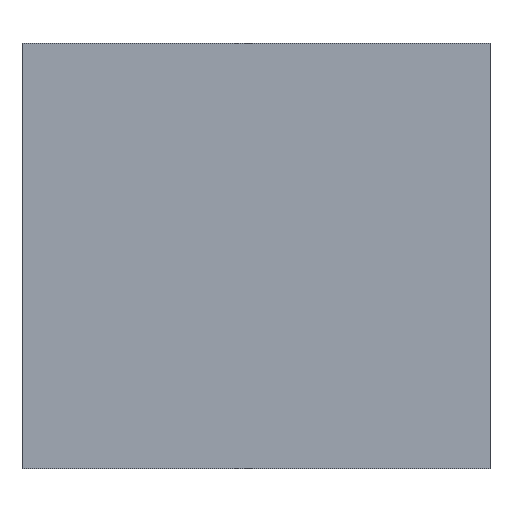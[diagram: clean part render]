
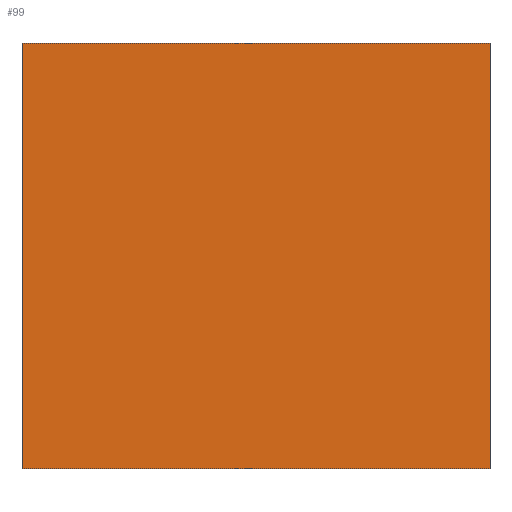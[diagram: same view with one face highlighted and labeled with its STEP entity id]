
A CAD part, front view. The second image highlights one B-rep face of the part: STEP entity #99.
In plain terms, the highlighted planar face has unit normal (0, -1, 0).
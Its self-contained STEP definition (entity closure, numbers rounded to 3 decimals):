
#10 = DIRECTION ( 'NONE',  ( -1., 0., 0. ) ) ;
#13 = LINE ( 'NONE', #63, #79 ) ;
#20 = EDGE_CURVE ( 'NONE', #200, #201, #41, .T. ) ;
#29 = CARTESIAN_POINT ( 'NONE',  ( 49.545, 0., -45.598 ) ) ;
#36 = CARTESIAN_POINT ( 'NONE',  ( 49.545, 0., 44.43 ) ) ;
#41 = LINE ( 'NONE', #36, #105 ) ;
#42 = CARTESIAN_POINT ( 'NONE',  ( -49.545, 0., 44.43 ) ) ;
#43 = FACE_OUTER_BOUND ( 'NONE', #124, .T. ) ;
#45 = EDGE_CURVE ( 'NONE', #161, #200, #106, .T. ) ;
#60 = VECTOR ( 'NONE', #143, 1000. ) ;
#63 = CARTESIAN_POINT ( 'NONE',  ( 49.545, 0., -45.598 ) ) ;
#75 = CARTESIAN_POINT ( 'NONE',  ( 49.545, 0., 44.43 ) ) ;
#79 = VECTOR ( 'NONE', #10, 1000. ) ;
#94 = VERTEX_POINT ( 'NONE', #149 ) ;
#99 = ADVANCED_FACE ( 'NONE', ( #43 ), #152, .F. ) ;
#105 = VECTOR ( 'NONE', #237, 1000. ) ;
#106 = LINE ( 'NONE', #75, #60 ) ;
#109 = ORIENTED_EDGE ( 'NONE', *, *, #20, .F. ) ;
#112 = CARTESIAN_POINT ( 'NONE',  ( 0., 0., 0. ) ) ;
#124 = EDGE_LOOP ( 'NONE', ( #126, #129, #109, #144 ) ) ;
#126 = ORIENTED_EDGE ( 'NONE', *, *, #229, .F. ) ;
#129 = ORIENTED_EDGE ( 'NONE', *, *, #219, .F. ) ;
#137 = AXIS2_PLACEMENT_3D ( 'NONE', #112, #207, #227 ) ;
#143 = DIRECTION ( 'NONE',  ( 1., 0., 0. ) ) ;
#144 = ORIENTED_EDGE ( 'NONE', *, *, #45, .F. ) ;
#146 = LINE ( 'NONE', #225, #190 ) ;
#149 = CARTESIAN_POINT ( 'NONE',  ( -49.545, 0., -45.598 ) ) ;
#150 = DIRECTION ( 'NONE',  ( 0., 0., 1. ) ) ;
#152 = PLANE ( 'NONE',  #137 ) ;
#161 = VERTEX_POINT ( 'NONE', #42 ) ;
#172 = CARTESIAN_POINT ( 'NONE',  ( 49.545, 0., 44.43 ) ) ;
#190 = VECTOR ( 'NONE', #150, 1000. ) ;
#200 = VERTEX_POINT ( 'NONE', #172 ) ;
#201 = VERTEX_POINT ( 'NONE', #29 ) ;
#207 = DIRECTION ( 'NONE',  ( 0., 1., 0. ) ) ;
#219 = EDGE_CURVE ( 'NONE', #201, #94, #13, .T. ) ;
#225 = CARTESIAN_POINT ( 'NONE',  ( -49.545, 0., 44.43 ) ) ;
#227 = DIRECTION ( 'NONE',  ( 0., 0., 1. ) ) ;
#229 = EDGE_CURVE ( 'NONE', #94, #161, #146, .T. ) ;
#237 = DIRECTION ( 'NONE',  ( 0., 0., -1. ) ) ;
